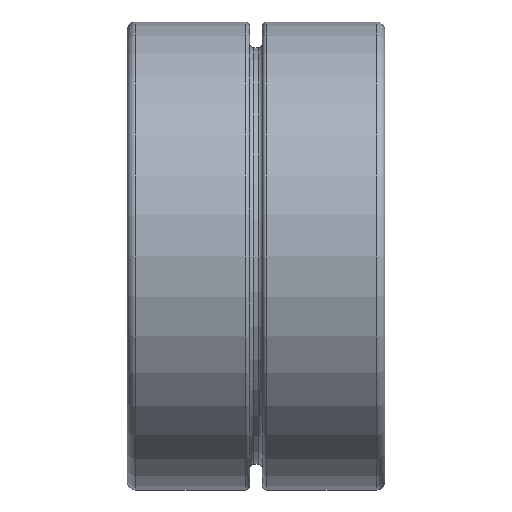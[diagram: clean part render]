
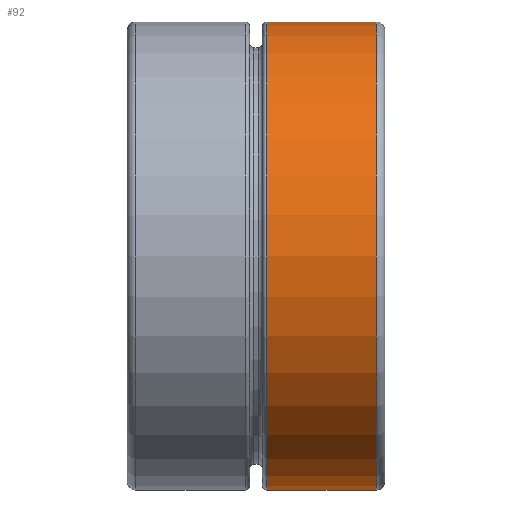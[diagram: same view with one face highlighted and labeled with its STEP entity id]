
A CAD part, front view. The second image highlights one B-rep face of the part: STEP entity #92.
In plain terms, the highlighted cylindrical face has radius 27.25 mm (diameter 54.5 mm), a partial arc.
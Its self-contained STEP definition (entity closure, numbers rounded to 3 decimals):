
#92 = ADVANCED_FACE( '', ( #154 ), #155, .T. );
#154 = FACE_OUTER_BOUND( '', #242, .T. );
#155 = CYLINDRICAL_SURFACE( '', #243, 27.25 );
#242 = EDGE_LOOP( '', ( #445, #446, #447, #448 ) );
#243 = AXIS2_PLACEMENT_3D( '', #449, #450, #451 );
#445 = ORIENTED_EDGE( '', *, *, #775, .F. );
#446 = ORIENTED_EDGE( '', *, *, #776, .T. );
#447 = ORIENTED_EDGE( '', *, *, #700, .F. );
#448 = ORIENTED_EDGE( '', *, *, #758, .F. );
#449 = CARTESIAN_POINT( '', ( 15., 0., 0. ) );
#450 = DIRECTION( '', ( -1., 0., 0. ) );
#451 = DIRECTION( '', ( 0., 0., -1. ) );
#700 = EDGE_CURVE( '', #839, #841, #842, .T. );
#758 = EDGE_CURVE( '', #949, #839, #950, .T. );
#775 = EDGE_CURVE( '', #977, #949, #978, .T. );
#776 = EDGE_CURVE( '', #977, #841, #979, .T. );
#839 = VERTEX_POINT( '', #1066 );
#841 = VERTEX_POINT( '', #1077 );
#842 = LINE( '', #1078, #1079 );
#949 = VERTEX_POINT( '', #1299 );
#950 = CIRCLE( '', #1300, 27.25 );
#977 = VERTEX_POINT( '', #1362 );
#978 = LINE( '', #1363, #1364 );
#979 = CIRCLE( '', #1365, 27.25 );
#1066 = CARTESIAN_POINT( '', ( 14., -0.02, -27.25 ) );
#1077 = CARTESIAN_POINT( '', ( 1.25, -0.02, -27.25 ) );
#1078 = CARTESIAN_POINT( '', ( 15., -0.02, -27.25 ) );
#1079 = VECTOR( '', #1491, 1000. );
#1299 = CARTESIAN_POINT( '', ( 14., -0.02, 27.25 ) );
#1300 = AXIS2_PLACEMENT_3D( '', #1581, #1582, #1583 );
#1362 = CARTESIAN_POINT( '', ( 1.25, -0.02, 27.25 ) );
#1363 = CARTESIAN_POINT( '', ( -15., -0.02, 27.25 ) );
#1364 = VECTOR( '', #1607, 1000. );
#1365 = AXIS2_PLACEMENT_3D( '', #1608, #1609, #1610 );
#1491 = DIRECTION( '', ( -1., 0., 0. ) );
#1581 = CARTESIAN_POINT( '', ( 14., 0., 0. ) );
#1582 = DIRECTION( '', ( 1., 0., 0. ) );
#1583 = DIRECTION( '', ( 0., 0., -1. ) );
#1607 = DIRECTION( '', ( 1., 0., 0. ) );
#1608 = CARTESIAN_POINT( '', ( 1.25, 0., 0. ) );
#1609 = DIRECTION( '', ( 1., 0., 0. ) );
#1610 = DIRECTION( '', ( 0., 0., -1. ) );
